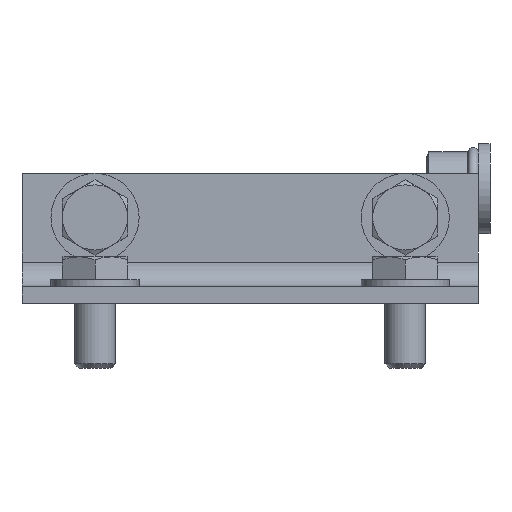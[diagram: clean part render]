
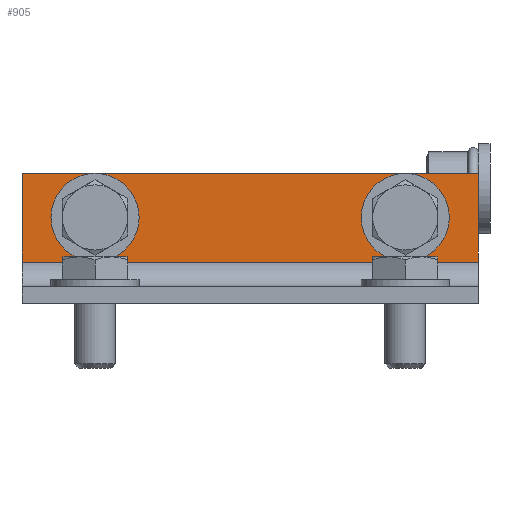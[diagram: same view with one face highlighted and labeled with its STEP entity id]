
A CAD part, left-side view. The second image highlights one B-rep face of the part: STEP entity #905.
In plain terms, the highlighted planar face has unit normal (-1, 0, 0).
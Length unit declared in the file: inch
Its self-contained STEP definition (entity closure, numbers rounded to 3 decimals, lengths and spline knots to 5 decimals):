
#94=FACE_BOUND('',#212,.T.);
#95=FACE_BOUND('',#213,.T.);
#112=PLANE('',#1055);
#151=FACE_OUTER_BOUND('',#211,.T.);
#211=EDGE_LOOP('',(#706,#707,#708,#709));
#212=EDGE_LOOP('',(#710));
#213=EDGE_LOOP('',(#711));
#266=LINE('',#1478,#332);
#279=LINE('',#1505,#345);
#280=LINE('',#1508,#346);
#282=LINE('',#1511,#348);
#332=VECTOR('',#1192,3.50049);
#345=VECTOR('',#1219,0.68259);
#346=VECTOR('',#1222,3.50049);
#348=VECTOR('',#1226,0.68259);
#391=CIRCLE('',#1033,0.17);
#393=CIRCLE('',#1036,0.17);
#435=VERTEX_POINT('',#1444);
#437=VERTEX_POINT('',#1450);
#441=VERTEX_POINT('',#1459);
#446=VERTEX_POINT('',#1470);
#453=VERTEX_POINT('',#1503);
#454=VERTEX_POINT('',#1507);
#516=EDGE_CURVE('',#435,#435,#391,.T.);
#519=EDGE_CURVE('',#437,#437,#393,.T.);
#533=EDGE_CURVE('',#446,#441,#266,.T.);
#546=EDGE_CURVE('',#453,#441,#279,.T.);
#547=EDGE_CURVE('',#454,#453,#280,.T.);
#549=EDGE_CURVE('',#446,#454,#282,.T.);
#706=ORIENTED_EDGE('',*,*,#533,.T.);
#707=ORIENTED_EDGE('',*,*,#546,.F.);
#708=ORIENTED_EDGE('',*,*,#547,.F.);
#709=ORIENTED_EDGE('',*,*,#549,.F.);
#710=ORIENTED_EDGE('',*,*,#516,.T.);
#711=ORIENTED_EDGE('',*,*,#519,.T.);
#905=ADVANCED_FACE('',(#151,#94,#95),#112,.T.);
#1033=AXIS2_PLACEMENT_3D('',#1445,#1157,#1158);
#1036=AXIS2_PLACEMENT_3D('',#1451,#1164,#1165);
#1055=AXIS2_PLACEMENT_3D('',#1512,#1227,#1228);
#1157=DIRECTION('center_axis',(1.,0.,0.));
#1158=DIRECTION('ref_axis',(0.,0.,-1.));
#1164=DIRECTION('center_axis',(1.,0.,0.));
#1165=DIRECTION('ref_axis',(0.,0.,-1.));
#1192=DIRECTION('',(0.,-1.,0.));
#1219=DIRECTION('',(0.,0.,-1.));
#1222=DIRECTION('',(0.,-1.,0.));
#1226=DIRECTION('',(0.,0.,1.));
#1227=DIRECTION('center_axis',(-1.,0.,0.));
#1228=DIRECTION('ref_axis',(0.,0.,1.));
#1444=CARTESIAN_POINT('',(0.87259,0.56,0.82759));
#1445=CARTESIAN_POINT('Origin',(0.87259,0.56,0.65759));
#1450=CARTESIAN_POINT('',(0.87259,2.94,0.82759));
#1451=CARTESIAN_POINT('Origin',(0.87259,2.94,0.65759));
#1459=CARTESIAN_POINT('',(0.87259,0.,0.315));
#1470=CARTESIAN_POINT('',(0.87259,3.50049,0.315));
#1478=CARTESIAN_POINT('',(0.87259,3.50049,0.315));
#1503=CARTESIAN_POINT('',(0.87259,0.,0.99759));
#1505=CARTESIAN_POINT('',(0.87259,0.,0.99759));
#1507=CARTESIAN_POINT('',(0.87259,3.50049,0.99759));
#1508=CARTESIAN_POINT('',(0.87259,3.50049,0.99759));
#1511=CARTESIAN_POINT('',(0.87259,3.50049,0.315));
#1512=CARTESIAN_POINT('Origin',(0.87259,1.75024,0.12258));
